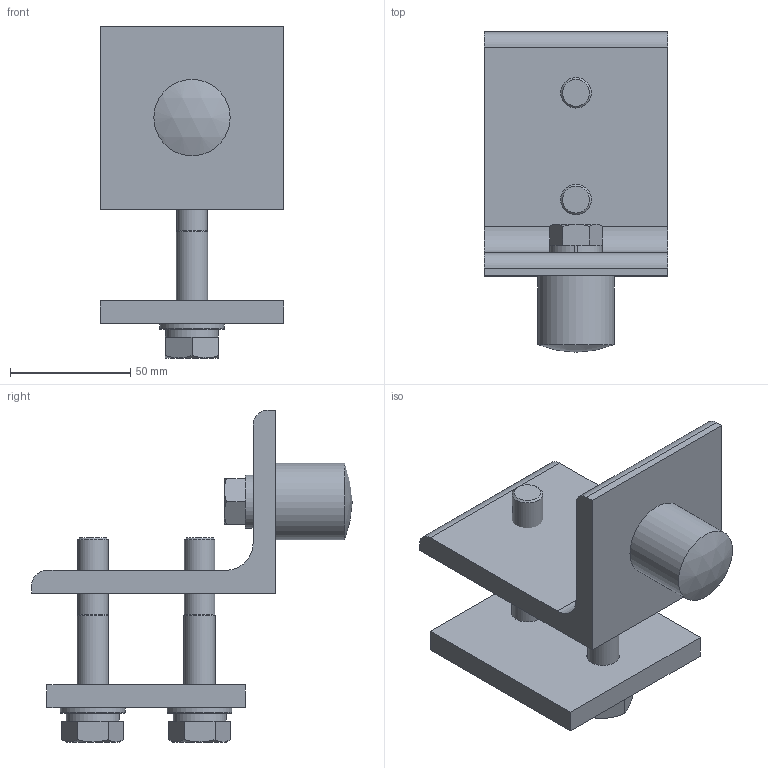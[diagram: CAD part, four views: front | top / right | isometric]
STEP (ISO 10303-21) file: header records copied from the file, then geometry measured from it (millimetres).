
FILE_DESCRIPTION((''),'2;1');
FILE_NAME('25570.stp','2009-10-22T07:04:38',('jholman'),(''),'Autodesk Inventor 2009','Autodesk Inventor 2009','');
FILE_SCHEMA(('AUTOMOTIVE_DESIGN { 1 0 10303 214 1 1 1 1 }'));
Length unit declared in the file: inch
Products named in the file (10): 3D11MPB4C; 3D11KPB4C; 3D11LPB4B; 3D11WKB4A; 3D11YKB4A; 3D11ZKB4A; Hex Bolt - UNC (Regular Thread - Inch) 1/2-13 UNC - 1; Regular Helical Spring Lock Washer (Inch) 1/2 Regular. Carbon Steel; Heavy Hex Bolt - UNF (Fine Thread - Inch) 1/2 - 20 - 3; 3D11N3B4A
Assembly tree (13 placements, depth 3):
  3D11MPB4C
    3D11KPB4C
    3D11LPB4B
    3D11WKB4A
      3D11YKB4A
      3D11ZKB4A
    Hex Bolt - UNC (Regular Thread - Inch) 1/2-13 UNC - 1
    Regular Helical Spring Lock Washer (Inch) 1/2 Regular. Carbon Steel  x3
    Heavy Hex Bolt - UNF (Fine Thread - Inch) 1/2 - 20 - 3  x2
    3D11N3B4A  x2
Bounding box: 76.2 x 133.35 x 138.11 mm (x, y, z)
Volume: 236757.8 mm3; surface area: 70510.9 mm2
Topology: 12 solids, 12 shells, 132 faces, 277 edges, 175 vertices
Faces by surface type: plane 69, cone 25, cylinder 24, bspline 9, torus 4, sphere 1
Full cylindrical faces by diameter (mm): 12.7 x3, 13.081 x2, 19.05 x5, 25.4 x2, 26.988 x2, 31.75 x1
Entity records: 2769 total; most frequent: CARTESIAN_POINT 583, DIRECTION 429, ORIENTED_EDGE 328, AXIS2_PLACEMENT_3D 179, EDGE_CURVE 164, EDGE_LOOP 139, VERTEX_POINT 117, FACE_OUTER_BOUND 95
